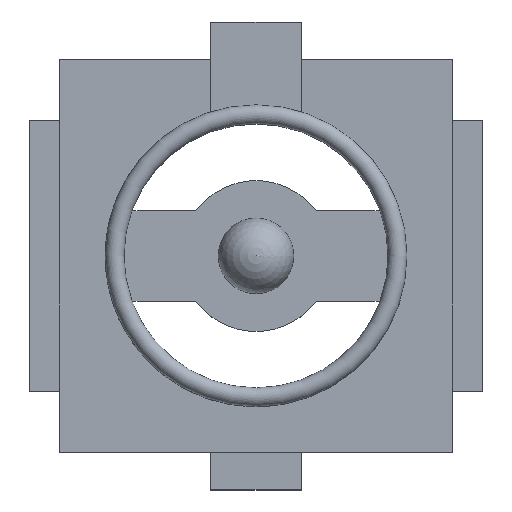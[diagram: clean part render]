
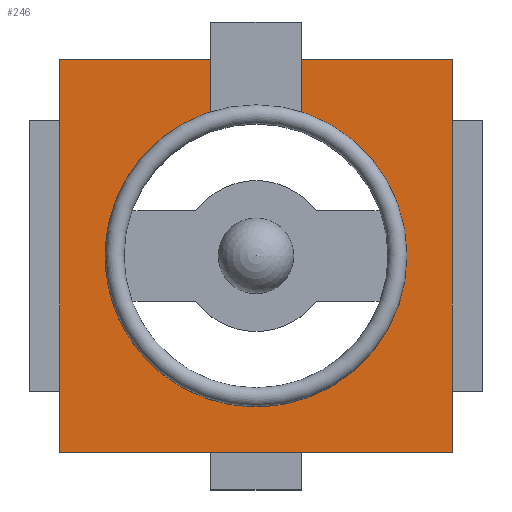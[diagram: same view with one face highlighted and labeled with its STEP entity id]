
A CAD part, top view. The second image highlights one B-rep face of the part: STEP entity #246.
In plain terms, the highlighted planar face has unit normal (0, 0, 1).
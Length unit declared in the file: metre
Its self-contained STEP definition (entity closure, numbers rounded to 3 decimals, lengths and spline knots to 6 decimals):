
#198 = EDGE_CURVE( '', #523, #524, #525, .T. );
#216 = EDGE_CURVE( '', #554, #523, #555, .T. );
#232 = EDGE_CURVE( '', #579, #554, #580, .T. );
#246 = ADVANCED_FACE( '', ( #602, #603 ), #604, .T. );
#270 = EDGE_CURVE( '', #524, #579, #637, .T. );
#426 = EDGE_CURVE( '', #851, #851, #852, .T. );
#523 = VERTEX_POINT( '', #962 );
#524 = VERTEX_POINT( '', #963 );
#525 = LINE( '', #964, #965 );
#554 = VERTEX_POINT( '', #1005 );
#555 = LINE( '', #1006, #1007 );
#579 = VERTEX_POINT( '', #1040 );
#580 = LINE( '', #1041, #1042 );
#602 = FACE_OUTER_BOUND( '', #1074, .T. );
#603 = FACE_BOUND( '', #1075, .T. );
#604 = PLANE( '', #1076 );
#637 = LINE( '', #1124, #1125 );
#851 = VERTEX_POINT( '', #1431 );
#852 = CIRCLE( '', #1432, 0.001 );
#962 = CARTESIAN_POINT( '', ( 0.0013, 0.001296, 0.000501 ) );
#963 = CARTESIAN_POINT( '', ( -0.0013, 0.001296, 0.000501 ) );
#964 = CARTESIAN_POINT( '', ( -0.0013, 0.001296, 0.000501 ) );
#965 = VECTOR( '', #1520, 1. );
#1005 = CARTESIAN_POINT( '', ( 0.0013, -0.001304, 0.000501 ) );
#1006 = CARTESIAN_POINT( '', ( 0.0013, 0.001296, 0.000501 ) );
#1007 = VECTOR( '', #1550, 1. );
#1040 = CARTESIAN_POINT( '', ( -0.0013, -0.001304, 0.000501 ) );
#1041 = CARTESIAN_POINT( '', ( 0.0013, -0.001304, 0.000501 ) );
#1042 = VECTOR( '', #1576, 1. );
#1074 = EDGE_LOOP( '', ( #1589, #1590, #1591, #1592 ) );
#1075 = EDGE_LOOP( '', ( #1593 ) );
#1076 = AXIS2_PLACEMENT_3D( '', #1594, #1595, #1596 );
#1124 = CARTESIAN_POINT( '', ( -0.0013, -0.001304, 0.000501 ) );
#1125 = VECTOR( '', #1641, 1. );
#1431 = CARTESIAN_POINT( '', ( 0.001, -0.000004, 0.000501 ) );
#1432 = AXIS2_PLACEMENT_3D( '', #1927, #1928, #1929 );
#1520 = DIRECTION( '', ( -1., 0., 0. ) );
#1550 = DIRECTION( '', ( 0., 1., 0. ) );
#1576 = DIRECTION( '', ( 1., 0., 0. ) );
#1589 = ORIENTED_EDGE( '', *, *, #198, .T. );
#1590 = ORIENTED_EDGE( '', *, *, #270, .T. );
#1591 = ORIENTED_EDGE( '', *, *, #232, .T. );
#1592 = ORIENTED_EDGE( '', *, *, #216, .T. );
#1593 = ORIENTED_EDGE( '', *, *, #426, .T. );
#1594 = CARTESIAN_POINT( '', ( 0., -0.000004, 0.000501 ) );
#1595 = DIRECTION( '', ( 0., 0., 1. ) );
#1596 = DIRECTION( '', ( 1., 0., 0. ) );
#1641 = DIRECTION( '', ( 0., -1., 0. ) );
#1927 = CARTESIAN_POINT( '', ( 0., -0.000004, 0.000501 ) );
#1928 = DIRECTION( '', ( 0., 0., -1. ) );
#1929 = DIRECTION( '', ( 1., 0., 0. ) );
